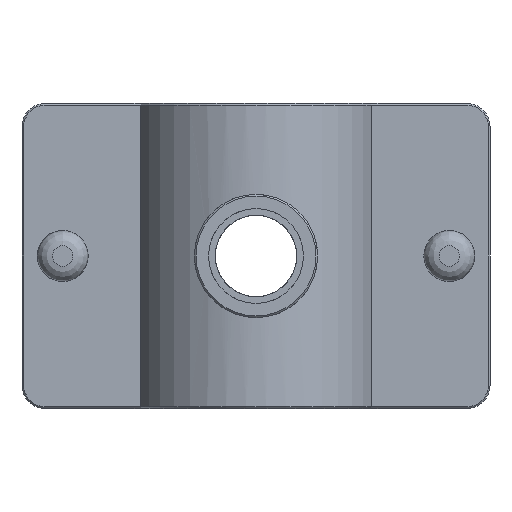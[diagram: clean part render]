
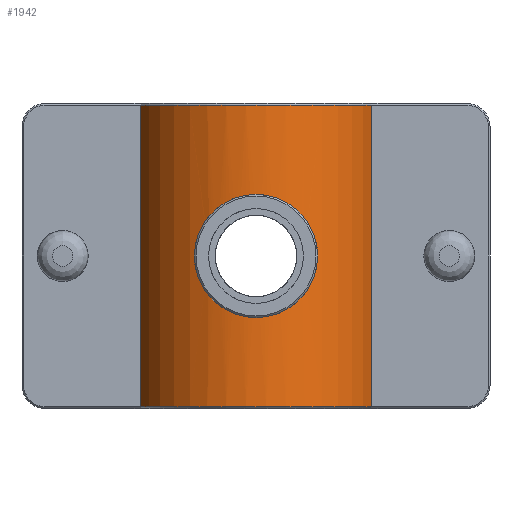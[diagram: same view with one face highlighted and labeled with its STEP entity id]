
A CAD part, front view. The second image highlights one B-rep face of the part: STEP entity #1942.
In plain terms, the highlighted cylindrical face has radius 24 mm (diameter 48 mm), a partial arc.
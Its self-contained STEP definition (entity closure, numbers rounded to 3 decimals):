
#129=LINE('',#3334,#281);
#130=LINE('',#3336,#282);
#281=VECTOR('',#2537,59.36);
#282=VECTOR('',#2540,59.36);
#454=FACE_BOUND('',#775,.T.);
#520=CIRCLE('',#2101,24.);
#521=CIRCLE('',#2104,24.);
#629=FACE_OUTER_BOUND('',#774,.T.);
#774=EDGE_LOOP('',(#1590,#1591,#1592,#1593));
#775=EDGE_LOOP('',(#1594));
#856=B_SPLINE_CURVE_WITH_KNOTS('',3,(#2822,#2823,#2824,#2825,#2826,#2827,
#2828,#2829,#2830,#2831,#2832,#2833,#2834,#2835,#2836,#2837,#2838,#2839,
#2840,#2841,#2842,#2843,#2844,#2845,#2846,#2847,#2848,#2849,#2850,#2851,
#2852,#2853,#2854,#2855),.UNSPECIFIED.,.T.,.F.,(4,2,2,2,2,2,2,2,2,2,2,2,
2,2,2,2,4),(0.,0.355,0.71,1.065,1.42,
1.775,2.13,2.485,2.84,3.195,
3.55,3.905,4.26,4.615,4.969,
5.325,5.68),.UNSPECIFIED.);
#873=VERTEX_POINT('',#2821);
#967=VERTEX_POINT('',#3274);
#968=VERTEX_POINT('',#3279);
#969=VERTEX_POINT('',#3286);
#971=VERTEX_POINT('',#3295);
#1049=EDGE_CURVE('',#873,#873,#856,.T.);
#1182=EDGE_CURVE('',#967,#968,#520,.T.);
#1188=EDGE_CURVE('',#971,#969,#521,.T.);
#1205=EDGE_CURVE('',#967,#969,#129,.T.);
#1206=EDGE_CURVE('',#968,#971,#130,.T.);
#1590=ORIENTED_EDGE('',*,*,#1182,.F.);
#1591=ORIENTED_EDGE('',*,*,#1205,.T.);
#1592=ORIENTED_EDGE('',*,*,#1188,.F.);
#1593=ORIENTED_EDGE('',*,*,#1206,.F.);
#1594=ORIENTED_EDGE('',*,*,#1049,.T.);
#1857=CYLINDRICAL_SURFACE('',#2119,24.);
#1942=ADVANCED_FACE('',(#629,#454),#1857,.T.);
#2101=AXIS2_PLACEMENT_3D('',#3280,#2487,#2488);
#2104=AXIS2_PLACEMENT_3D('',#3300,#2495,#2496);
#2119=AXIS2_PLACEMENT_3D('',#3335,#2538,#2539);
#2487=DIRECTION('center_axis',(0.,0.,-1.));
#2488=DIRECTION('ref_axis',(1.,0.,0.));
#2495=DIRECTION('center_axis',(0.,0.,1.));
#2496=DIRECTION('ref_axis',(1.,0.,0.));
#2537=DIRECTION('',(0.,0.,1.));
#2538=DIRECTION('center_axis',(0.,0.,1.));
#2539=DIRECTION('ref_axis',(1.,0.,0.));
#2540=DIRECTION('',(0.,0.,1.));
#2821=CARTESIAN_POINT('',(-9.316,-22.118,0.));
#2822=CARTESIAN_POINT('Ctrl Pts',(-9.316,-22.118,0.));
#2823=CARTESIAN_POINT('Ctrl Pts',(-9.316,-22.118,1.184));
#2824=CARTESIAN_POINT('Ctrl Pts',(-9.076,-22.223,2.437));
#2825=CARTESIAN_POINT('Ctrl Pts',(-8.122,-22.59,4.727));
#2826=CARTESIAN_POINT('Ctrl Pts',(-7.408,-22.844,5.767));
#2827=CARTESIAN_POINT('Ctrl Pts',(-5.767,-23.312,7.407));
#2828=CARTESIAN_POINT('Ctrl Pts',(-4.728,-23.558,8.122));
#2829=CARTESIAN_POINT('Ctrl Pts',(-2.436,-23.904,9.077));
#2830=CARTESIAN_POINT('Ctrl Pts',(-1.183,-24.,9.316));
#2831=CARTESIAN_POINT('Ctrl Pts',(1.183,-24.,9.316));
#2832=CARTESIAN_POINT('Ctrl Pts',(2.436,-23.904,9.077));
#2833=CARTESIAN_POINT('Ctrl Pts',(4.728,-23.558,8.122));
#2834=CARTESIAN_POINT('Ctrl Pts',(5.767,-23.312,7.407));
#2835=CARTESIAN_POINT('Ctrl Pts',(7.408,-22.844,5.767));
#2836=CARTESIAN_POINT('Ctrl Pts',(8.122,-22.59,4.727));
#2837=CARTESIAN_POINT('Ctrl Pts',(9.076,-22.223,2.437));
#2838=CARTESIAN_POINT('Ctrl Pts',(9.315,-22.118,1.184));
#2839=CARTESIAN_POINT('Ctrl Pts',(9.315,-22.118,-1.184));
#2840=CARTESIAN_POINT('Ctrl Pts',(9.076,-22.223,-2.437));
#2841=CARTESIAN_POINT('Ctrl Pts',(8.122,-22.59,-4.727));
#2842=CARTESIAN_POINT('Ctrl Pts',(7.408,-22.844,-5.767));
#2843=CARTESIAN_POINT('Ctrl Pts',(5.767,-23.312,-7.407));
#2844=CARTESIAN_POINT('Ctrl Pts',(4.728,-23.558,-8.122));
#2845=CARTESIAN_POINT('Ctrl Pts',(2.436,-23.904,-9.077));
#2846=CARTESIAN_POINT('Ctrl Pts',(1.183,-24.,-9.316));
#2847=CARTESIAN_POINT('Ctrl Pts',(-1.183,-24.,-9.316));
#2848=CARTESIAN_POINT('Ctrl Pts',(-2.436,-23.904,-9.077));
#2849=CARTESIAN_POINT('Ctrl Pts',(-4.728,-23.558,-8.122));
#2850=CARTESIAN_POINT('Ctrl Pts',(-5.767,-23.312,-7.407));
#2851=CARTESIAN_POINT('Ctrl Pts',(-7.408,-22.844,-5.767));
#2852=CARTESIAN_POINT('Ctrl Pts',(-8.122,-22.59,-4.727));
#2853=CARTESIAN_POINT('Ctrl Pts',(-9.076,-22.223,-2.437));
#2854=CARTESIAN_POINT('Ctrl Pts',(-9.316,-22.118,-1.184));
#2855=CARTESIAN_POINT('Ctrl Pts',(-9.316,-22.118,0.));
#3274=CARTESIAN_POINT('',(22.627,-8.,-29.68));
#3279=CARTESIAN_POINT('',(-22.627,-8.,-29.68));
#3280=CARTESIAN_POINT('Origin',(0.,0.,-29.68));
#3286=CARTESIAN_POINT('',(22.627,-8.,29.68));
#3295=CARTESIAN_POINT('',(-22.627,-8.,29.68));
#3300=CARTESIAN_POINT('Origin',(0.,0.,29.68));
#3334=CARTESIAN_POINT('',(22.627,-8.,0.));
#3335=CARTESIAN_POINT('Origin',(0.,0.,0.));
#3336=CARTESIAN_POINT('',(-22.627,-8.,0.));
